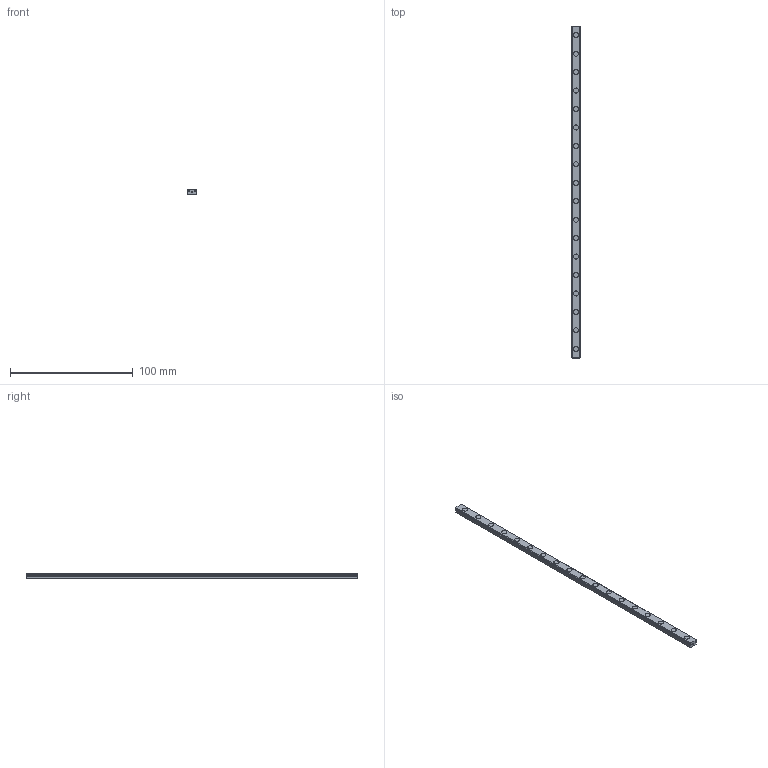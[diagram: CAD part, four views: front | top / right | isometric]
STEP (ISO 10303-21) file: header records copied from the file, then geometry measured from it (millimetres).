
FILE_DESCRIPTION(('STEP AP214'),'1');
FILE_NAME('cctmp_7D096F88-CF8E-45D6-A700-A3F027F11DFC_2021_02_18_13_43_03_0712..stp','2021-02-18T12:43:03',('HIWIN GmbH'),('CADClick - www.CADClick.com'),'Spatial InterOp 3D',' ','unknown authorization');
FILE_SCHEMA(('AUTOMOTIVE_DESIGN'));
Length unit declared in the file: millimetre
Products named in the file (1): MGNR07R270CM_FILE
Bounding box: 7 x 270 x 4.8 mm (x, y, z)
Volume: 7787 mm3; surface area: 8331.8 mm2
Topology: 1 solids, 1 shells, 257 faces, 591 edges, 394 vertices
Faces by surface type: plane 133, cylinder 124
Entity records: 9433 total; most frequent: DIRECTION 1355, CARTESIAN_POINT 1243, ORIENTED_EDGE 1182, EDGE_CURVE 591, AXIS2_PLACEMENT_3D 506, VERTEX_POINT 394, LINE 343, VECTOR 343
